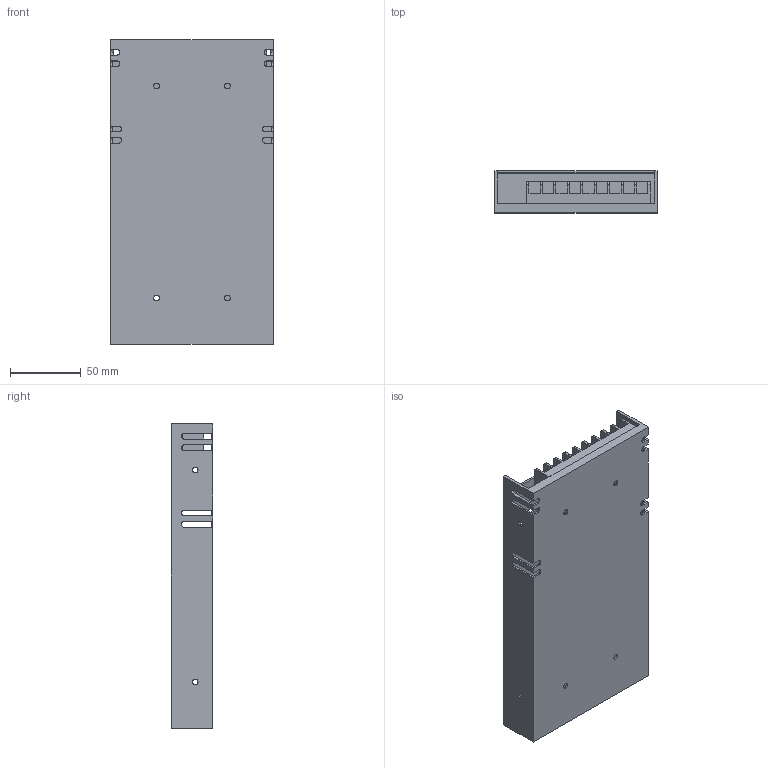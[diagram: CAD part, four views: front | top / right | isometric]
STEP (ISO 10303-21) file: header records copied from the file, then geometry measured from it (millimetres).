
FILE_DESCRIPTION (( 'STEP AP203' ), '1' );
FILE_NAME ('MeanWell.STEP', '2025-03-12T15:01:28', ( '' ), ( '' ), 'SwSTEP 2.0', 'SolidWorks 2020', '' );
FILE_SCHEMA (( 'CONFIG_CONTROL_DESIGN' ));
Length unit declared in the file: millimetre
Products named in the file (1): MeanWell
Bounding box: 115 x 29.5 x 215 mm (x, y, z)
Volume: 90131 mm3; surface area: 131883.7 mm2
Topology: 1 solids, 1 shells, 244 faces, 778 edges, 516 vertices
Faces by surface type: cylinder 126, plane 118
Entity records: 8873 total; most frequent: ORIENTED_EDGE 1556, CARTESIAN_POINT 1539, DIRECTION 1522, EDGE_CURVE 778, VECTOR 524, LINE 524, VERTEX_POINT 516, AXIS2_PLACEMENT_3D 499
